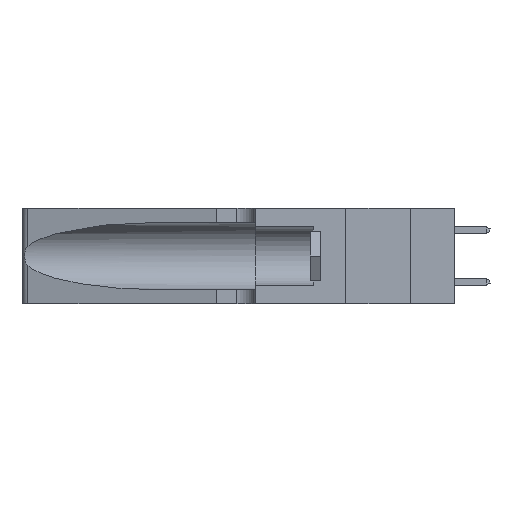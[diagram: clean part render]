
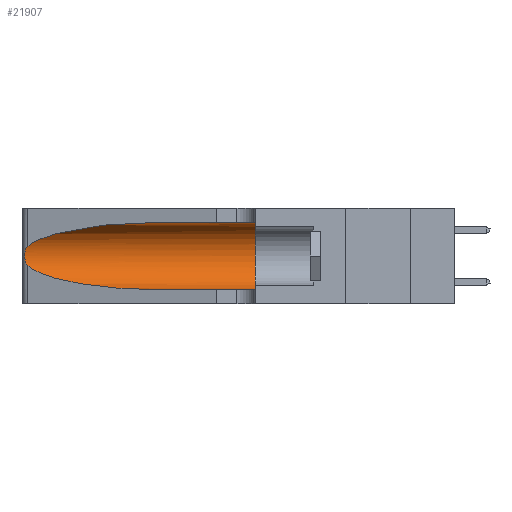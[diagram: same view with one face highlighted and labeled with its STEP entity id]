
A CAD part, left-side view. The second image highlights one B-rep face of the part: STEP entity #21907.
In plain terms, the highlighted cylindrical face has radius 3.308 mm (diameter 6.617 mm), a partial arc.
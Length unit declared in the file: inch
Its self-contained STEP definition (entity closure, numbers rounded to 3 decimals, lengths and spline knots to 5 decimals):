
#401 = ORIENTED_EDGE ( 'NONE', *, *, #9494, .T. ) ;
#1033 = VECTOR ( 'NONE', #6049, 39.37008 ) ;
#1099 = LINE ( 'NONE', #6380, #7459 ) ;
#1332 = AXIS2_PLACEMENT_3D ( 'NONE', #14068, #6961, #22775 ) ;
#1683 = CARTESIAN_POINT ( 'NONE',  ( 0.25789, 1.23486, 0.15765 ) ) ;
#2567 = CARTESIAN_POINT ( 'NONE',  ( 0.1305, 0.72297, 0.05475 ) ) ;
#2608 = CARTESIAN_POINT ( 'NONE',  ( 0.25487, 1.22718, 0.14631 ) ) ;
#2637 = CARTESIAN_POINT ( 'NONE',  ( 0.1305, 0.72297, 0.31525 ) ) ;
#2652 = VERTEX_POINT ( 'NONE', #12835 ) ;
#2862 = B_SPLINE_CURVE_WITH_KNOTS ( 'NONE', 3,
 ( #13918, #12046, #17675, #14065, #10421, #19381, #10504, #22930, #15719, #12283, #1683, #5070, #17514, #13984 ),
 .UNSPECIFIED., .F., .F.,
 ( 4, 2, 2, 2, 2, 2, 4 ),
 ( 0., 0.00027, 0.00053, 0.00107, 0.0016, 0.00187, 0.00214 ),
 .UNSPECIFIED. ) ;
#3710 = EDGE_LOOP ( 'NONE', ( #18238, #13936, #401, #11957, #14336, #5200 ) ) ;
#4556 =( BOUNDED_CURVE ( )  B_SPLINE_CURVE ( 3, ( #2637, #13412, #15035, #19011 ),
 .UNSPECIFIED., .F., .T. ) 
 B_SPLINE_CURVE_WITH_KNOTS ( ( 4, 4 ),
 ( 1.5708, 2.84003 ),
 .UNSPECIFIED. ) 
 CURVE ( )  GEOMETRIC_REPRESENTATION_ITEM ( )  RATIONAL_B_SPLINE_CURVE ( ( 1., 0.87, 0.87, 1. ) ) 
 REPRESENTATION_ITEM ( '' )  );
#5070 = CARTESIAN_POINT ( 'NONE',  ( 0.25639, 1.23186, 0.15144 ) ) ;
#5142 = CARTESIAN_POINT ( 'NONE',  ( 0.1305, 0.35, 0.31525 ) ) ;
#5200 = ORIENTED_EDGE ( 'NONE', *, *, #11399, .F. ) ;
#5615 = CARTESIAN_POINT ( 'NONE',  ( 0.1305, 0.72297, 0.31525 ) ) ;
#6049 = DIRECTION ( 'NONE',  ( 0., -1., 0. ) ) ;
#6336 = EDGE_CURVE ( 'NONE', #9475, #8857, #4556, .T. ) ;
#6380 = CARTESIAN_POINT ( 'NONE',  ( 0.1305, 1.61858, 0.05475 ) ) ;
#6961 = DIRECTION ( 'NONE',  ( 0., -1., 0. ) ) ;
#7459 = VECTOR ( 'NONE', #22114, 39.37008 ) ;
#7732 = EDGE_CURVE ( 'NONE', #8857, #2652, #2862, .T. ) ;
#7937 =( BOUNDED_CURVE ( )  B_SPLINE_CURVE ( 3, ( #2608, #21528, #10880, #12951 ),
 .UNSPECIFIED., .F., .T. ) 
 B_SPLINE_CURVE_WITH_KNOTS ( ( 4, 4 ),
 ( 3.44316, 4.71239 ),
 .UNSPECIFIED. ) 
 CURVE ( )  GEOMETRIC_REPRESENTATION_ITEM ( )  RATIONAL_B_SPLINE_CURVE ( ( 1., 0.87, 0.87, 1. ) ) 
 REPRESENTATION_ITEM ( '' )  );
#8157 = AXIS2_PLACEMENT_3D ( 'NONE', #17400, #8815, #13006 ) ;
#8815 = DIRECTION ( 'NONE',  ( 0., 1., 0. ) ) ;
#8857 = VERTEX_POINT ( 'NONE', #9821 ) ;
#9475 = VERTEX_POINT ( 'NONE', #5615 ) ;
#9494 = EDGE_CURVE ( 'NONE', #2652, #13655, #7937, .T. ) ;
#9821 = CARTESIAN_POINT ( 'NONE',  ( 0.25487, 1.22718, 0.22369 ) ) ;
#9979 = EDGE_CURVE ( 'NONE', #13655, #15119, #1099, .T. ) ;
#10421 = CARTESIAN_POINT ( 'NONE',  ( 0.25854, 1.2359, 0.20912 ) ) ;
#10504 = CARTESIAN_POINT ( 'NONE',  ( 0.26075, 1.23896, 0.19203 ) ) ;
#10880 = CARTESIAN_POINT ( 'NONE',  ( 0.18966, 0.96281, 0.05475 ) ) ;
#11399 = EDGE_CURVE ( 'NONE', #9475, #21801, #22115, .T. ) ;
#11957 = ORIENTED_EDGE ( 'NONE', *, *, #9979, .T. ) ;
#12046 = CARTESIAN_POINT ( 'NONE',  ( 0.25555, 1.22994, 0.2215 ) ) ;
#12283 = CARTESIAN_POINT ( 'NONE',  ( 0.25856, 1.23593, 0.16098 ) ) ;
#12835 = CARTESIAN_POINT ( 'NONE',  ( 0.25487, 1.22718, 0.14631 ) ) ;
#12951 = CARTESIAN_POINT ( 'NONE',  ( 0.1305, 0.72297, 0.05475 ) ) ;
#13006 = DIRECTION ( 'NONE',  ( 0., 0., 1. ) ) ;
#13412 = CARTESIAN_POINT ( 'NONE',  ( 0.18966, 0.96281, 0.31525 ) ) ;
#13655 = VERTEX_POINT ( 'NONE', #2567 ) ;
#13918 = CARTESIAN_POINT ( 'NONE',  ( 0.25487, 1.22718, 0.22369 ) ) ;
#13936 = ORIENTED_EDGE ( 'NONE', *, *, #7732, .T. ) ;
#13984 = CARTESIAN_POINT ( 'NONE',  ( 0.25487, 1.22718, 0.14631 ) ) ;
#14065 = CARTESIAN_POINT ( 'NONE',  ( 0.25787, 1.23484, 0.2124 ) ) ;
#14068 = CARTESIAN_POINT ( 'NONE',  ( 0.1305, 1.61858, 0.185 ) ) ;
#14334 = EDGE_CURVE ( 'NONE', #21801, #15119, #17262, .T. ) ;
#14336 = ORIENTED_EDGE ( 'NONE', *, *, #14334, .F. ) ;
#15035 = CARTESIAN_POINT ( 'NONE',  ( 0.2373, 1.15595, 0.28018 ) ) ;
#15119 = VERTEX_POINT ( 'NONE', #21367 ) ;
#15380 = CYLINDRICAL_SURFACE ( 'NONE', #1332, 0.13025 ) ;
#15719 = CARTESIAN_POINT ( 'NONE',  ( 0.26017, 1.23833, 0.17102 ) ) ;
#17262 = CIRCLE ( 'NONE', #8157, 0.13025 ) ;
#17400 = CARTESIAN_POINT ( 'NONE',  ( 0.1305, 0.35, 0.185 ) ) ;
#17514 = CARTESIAN_POINT ( 'NONE',  ( 0.25555, 1.22993, 0.14849 ) ) ;
#17675 = CARTESIAN_POINT ( 'NONE',  ( 0.25639, 1.23184, 0.21858 ) ) ;
#18238 = ORIENTED_EDGE ( 'NONE', *, *, #6336, .T. ) ;
#19011 = CARTESIAN_POINT ( 'NONE',  ( 0.25487, 1.22718, 0.22369 ) ) ;
#19381 = CARTESIAN_POINT ( 'NONE',  ( 0.26018, 1.23835, 0.19895 ) ) ;
#19825 = FACE_OUTER_BOUND ( 'NONE', #3710, .T. ) ;
#20031 = CARTESIAN_POINT ( 'NONE',  ( 0.1305, 1.61858, 0.31525 ) ) ;
#21367 = CARTESIAN_POINT ( 'NONE',  ( 0.1305, 0.35, 0.05475 ) ) ;
#21528 = CARTESIAN_POINT ( 'NONE',  ( 0.2373, 1.15595, 0.08982 ) ) ;
#21801 = VERTEX_POINT ( 'NONE', #5142 ) ;
#21907 = ADVANCED_FACE ( 'NONE', ( #19825 ), #15380, .F. ) ;
#22114 = DIRECTION ( 'NONE',  ( 0., -1., 0. ) ) ;
#22115 = LINE ( 'NONE', #20031, #1033 ) ;
#22775 = DIRECTION ( 'NONE',  ( 0., 0., -1. ) ) ;
#22930 = CARTESIAN_POINT ( 'NONE',  ( 0.26075, 1.23896, 0.178 ) ) ;
